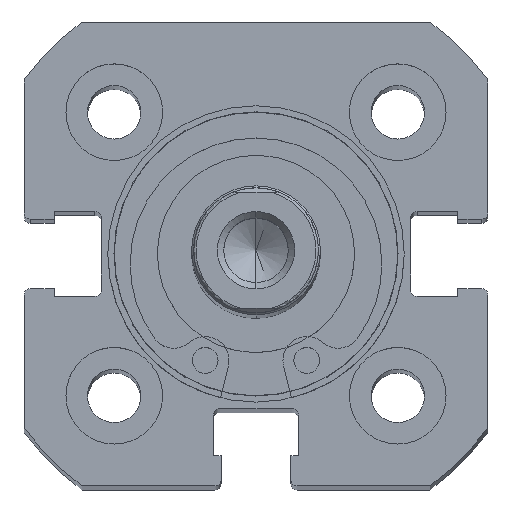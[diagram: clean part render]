
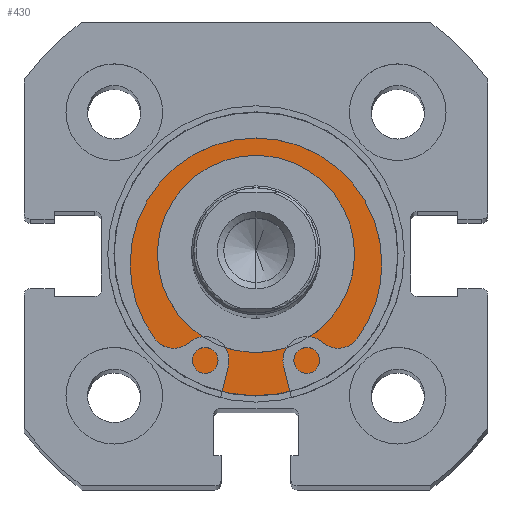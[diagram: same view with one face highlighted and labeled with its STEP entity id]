
A CAD part, top view. The second image highlights one B-rep face of the part: STEP entity #430.
In plain terms, the highlighted face is planar.
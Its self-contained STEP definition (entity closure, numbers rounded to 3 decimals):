
#430 = ADVANCED_FACE ( 'NONE', ( #4665, #4659 ), #3970, .F. ) ;
#636 = EDGE_LOOP ( 'NONE', ( #6118, #6119 ) ) ;
#641 = EDGE_LOOP ( 'NONE', ( #6117, #6121 ) ) ;
#980 = EDGE_CURVE ( 'NONE', #3086, #3091, #4711, .T. ) ;
#996 = EDGE_CURVE ( 'NONE', #3085, #3113, #4732, .T. ) ;
#998 = EDGE_CURVE ( 'NONE', #3091, #3086, #4736, .T. ) ;
#999 = EDGE_CURVE ( 'NONE', #3113, #3085, #4738, .T. ) ;
#1585 = AXIS2_PLACEMENT_3D ( 'NONE', #3964, #3971, #3972 ) ;
#1605 = AXIS2_PLACEMENT_3D ( 'NONE', #4053, #4054, #4055 ) ;
#1612 = AXIS2_PLACEMENT_3D ( 'NONE', #4094, #4096, #4097 ) ;
#1615 = AXIS2_PLACEMENT_3D ( 'NONE', #4095, #4102, #4103 ) ;
#1616 = AXIS2_PLACEMENT_3D ( 'NONE', #4098, #4105, #4106 ) ;
#2732 = CARTESIAN_POINT ( 'NONE',  ( 2., 0., 7.65 ) ) ;
#2733 = CARTESIAN_POINT ( 'NONE',  ( 2., 0., 11. ) ) ;
#2737 = CARTESIAN_POINT ( 'NONE',  ( 2., 0., -11. ) ) ;
#2757 = CARTESIAN_POINT ( 'NONE',  ( 2., 0., -7.65 ) ) ;
#3085 = VERTEX_POINT ( 'NONE', #2732 ) ;
#3086 = VERTEX_POINT ( 'NONE', #2733 ) ;
#3091 = VERTEX_POINT ( 'NONE', #2737 ) ;
#3113 = VERTEX_POINT ( 'NONE', #2757 ) ;
#3964 = CARTESIAN_POINT ( 'NONE',  ( 2., 11., 0. ) ) ;
#3970 = PLANE ( 'NONE',  #1585 ) ;
#3971 = DIRECTION ( 'NONE',  ( 1., 0., 0. ) ) ;
#3972 = DIRECTION ( 'NONE',  ( 0., 0., -1. ) ) ;
#4053 = CARTESIAN_POINT ( 'NONE',  ( 2., 0., 0. ) ) ;
#4054 = DIRECTION ( 'NONE',  ( -1., 0., 0. ) ) ;
#4055 = DIRECTION ( 'NONE',  ( 0., 0., 1. ) ) ;
#4094 = CARTESIAN_POINT ( 'NONE',  ( 2., 0., 0. ) ) ;
#4095 = CARTESIAN_POINT ( 'NONE',  ( 2., 0., 0. ) ) ;
#4096 = DIRECTION ( 'NONE',  ( -1., 0., 0. ) ) ;
#4097 = DIRECTION ( 'NONE',  ( 0., 0., 1. ) ) ;
#4098 = CARTESIAN_POINT ( 'NONE',  ( 2., 0., 0. ) ) ;
#4102 = DIRECTION ( 'NONE',  ( -1., 0., 0. ) ) ;
#4103 = DIRECTION ( 'NONE',  ( 0., 0., 1. ) ) ;
#4105 = DIRECTION ( 'NONE',  ( -1., 0., 0. ) ) ;
#4106 = DIRECTION ( 'NONE',  ( 0., 0., 1. ) ) ;
#4659 = FACE_OUTER_BOUND ( 'NONE', #636, .T. ) ;
#4665 = FACE_BOUND ( 'NONE', #641, .T. ) ;
#4711 = CIRCLE ( 'NONE', #1605, 11. ) ;
#4732 = CIRCLE ( 'NONE', #1612, 7.65 ) ;
#4736 = CIRCLE ( 'NONE', #1615, 11. ) ;
#4738 = CIRCLE ( 'NONE', #1616, 7.65 ) ;
#6117 = ORIENTED_EDGE ( 'NONE', *, *, #996, .F. ) ;
#6118 = ORIENTED_EDGE ( 'NONE', *, *, #980, .T. ) ;
#6119 = ORIENTED_EDGE ( 'NONE', *, *, #998, .T. ) ;
#6121 = ORIENTED_EDGE ( 'NONE', *, *, #999, .F. ) ;
